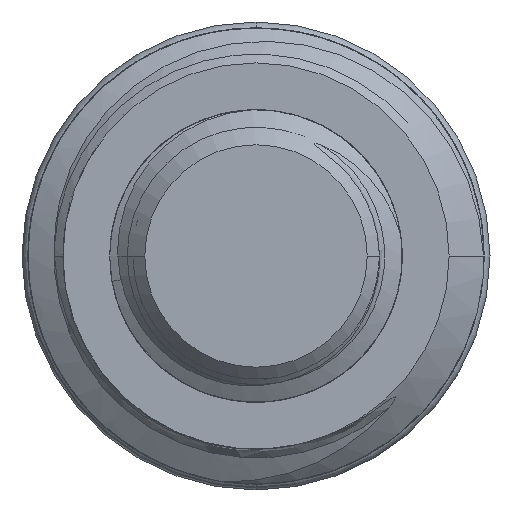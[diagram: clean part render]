
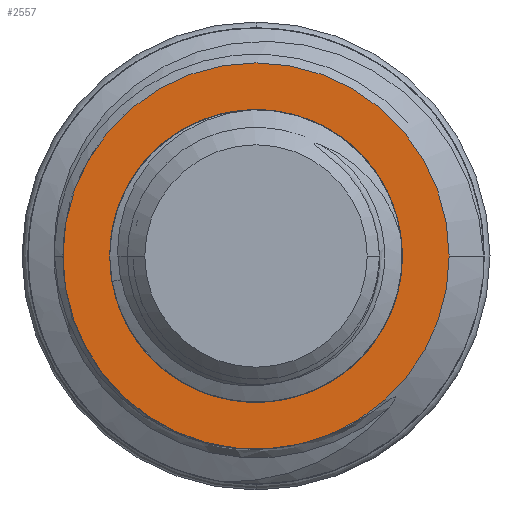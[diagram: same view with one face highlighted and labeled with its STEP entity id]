
A CAD part, left-side view. The second image highlights one B-rep face of the part: STEP entity #2557.
In plain terms, the highlighted planar face has unit normal (-1, 0, 0).
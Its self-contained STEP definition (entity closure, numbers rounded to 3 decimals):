
#732=CARTESIAN_POINT('',(-3.5,0.,0.));
#733=DIRECTION('',(-1.,0.,0.));
#734=DIRECTION('',(0.,1.,0.));
#735=AXIS2_PLACEMENT_3D('',#732,#733,#734);
#737=CARTESIAN_POINT('',(-3.5,0.,0.));
#738=DIRECTION('',(-1.,0.,0.));
#739=DIRECTION('',(0.,-1.,0.));
#740=AXIS2_PLACEMENT_3D('',#737,#738,#739);
#742=CARTESIAN_POINT('',(-3.5,0.,0.));
#743=DIRECTION('',(-1.,0.,0.));
#744=DIRECTION('',(0.,-0.222,-0.975));
#745=AXIS2_PLACEMENT_3D('',#742,#743,#744);
#809=CARTESIAN_POINT('',(-3.5,0.,0.));
#810=DIRECTION('',(1.,0.,0.));
#811=DIRECTION('',(0.,1.,0.));
#812=AXIS2_PLACEMENT_3D('',#809,#810,#811);
#1170=CARTESIAN_POINT('',(-3.5,0.,0.));
#1171=DIRECTION('',(-1.,0.,0.));
#1172=DIRECTION('',(0.,1.,0.));
#1173=AXIS2_PLACEMENT_3D('',#1170,#1171,#1172);
#1990=CARTESIAN_POINT('',(-3.5,1.25,0.));
#1991=CARTESIAN_POINT('',(-3.5,-1.25,0.));
#1992=VERTEX_POINT('',#1990);
#1993=VERTEX_POINT('',#1991);
#1998=CARTESIAN_POINT('',(-3.5,-1.65,0.));
#1999=CARTESIAN_POINT('',(-3.5,1.65,0.));
#2000=VERTEX_POINT('',#1998);
#2001=VERTEX_POINT('',#1999);
#2027=CARTESIAN_POINT('',(-3.5,-0.367,-1.609));
#2028=VERTEX_POINT('',#2027);
#2540=CARTESIAN_POINT('',(-3.5,0.,0.));
#2541=DIRECTION('',(1.,0.,0.));
#2542=DIRECTION('',(0.,-1.,0.));
#2543=AXIS2_PLACEMENT_3D('',#2540,#2541,#2542);
#2544=PLANE('',#2543);
#2545=ORIENTED_EDGE('',*,*,#2514,.F.);
#2547=ORIENTED_EDGE('',*,*,#2546,.F.);
#2548=ORIENTED_EDGE('',*,*,#2533,.F.);
#2549=EDGE_LOOP('',(#2545,#2547,#2548));
#2550=FACE_OUTER_BOUND('',#2549,.F.);
#2552=ORIENTED_EDGE('',*,*,#2551,.F.);
#2554=ORIENTED_EDGE('',*,*,#2553,.T.);
#2555=EDGE_LOOP('',(#2552,#2554));
#2556=FACE_BOUND('',#2555,.F.);
#736=CIRCLE('',#735,1.65);
#741=CIRCLE('',#740,1.65);
#746=CIRCLE('',#745,1.65);
#813=CIRCLE('',#812,1.25);
#1174=CIRCLE('',#1173,1.25);
#2514=EDGE_CURVE('',#2001,#2028,#736,.T.);
#2533=EDGE_CURVE('',#2028,#2000,#746,.T.);
#2546=EDGE_CURVE('',#2000,#2001,#741,.T.);
#2551=EDGE_CURVE('',#1992,#1993,#813,.T.);
#2553=EDGE_CURVE('',#1992,#1993,#1174,.T.);
#2557=ADVANCED_FACE('',(#2550,#2556),#2544,.F.);
